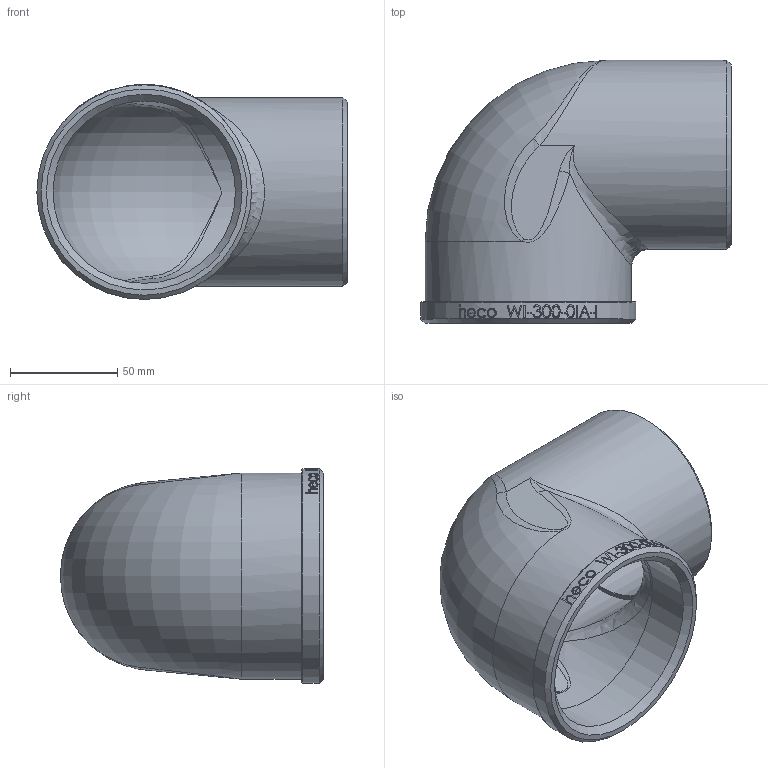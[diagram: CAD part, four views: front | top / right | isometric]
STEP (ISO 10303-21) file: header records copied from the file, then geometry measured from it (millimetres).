
FILE_DESCRIPTION (( 'STEP AP214' ), '1' );
FILE_NAME ('heco_WI-300-0IA-I.STEP', '2015-11-03T14:00:44', ( 'test' ), ( '' ), 'SwSTEP 2.0', 'SolidWorks 2011', '' );
FILE_SCHEMA (( 'AUTOMOTIVE_DESIGN' ));
Length unit declared in the file: millimetre
Products named in the file (1): heco_WI-300-0IA-I
Bounding box: 144.5 x 122.44 x 100.1 mm (x, y, z)
Volume: 184810.4 mm3; surface area: 89742 mm2
Topology: 1 solids, 1 shells, 205 faces, 518 edges, 332 vertices
Faces by surface type: bspline 111, plane 56, cylinder 29, cone 5, torus 4
Full cylindrical faces by diameter (mm): 77 x1, 80.684 x1, 84.926 x1, 87.884 x1, 88.8 x1, 96 x1, 100 x1
Entity records: 27140 total; most frequent: CARTESIAN_POINT 20996, ORIENTED_EDGE 982, EDGE_CURVE 491, DIRECTION 418, B_SPLINE_CURVE_WITH_KNOTS 338, VERTEX_POINT 327, EDGE_LOOP 246, FACE_OUTER_BOUND 214
